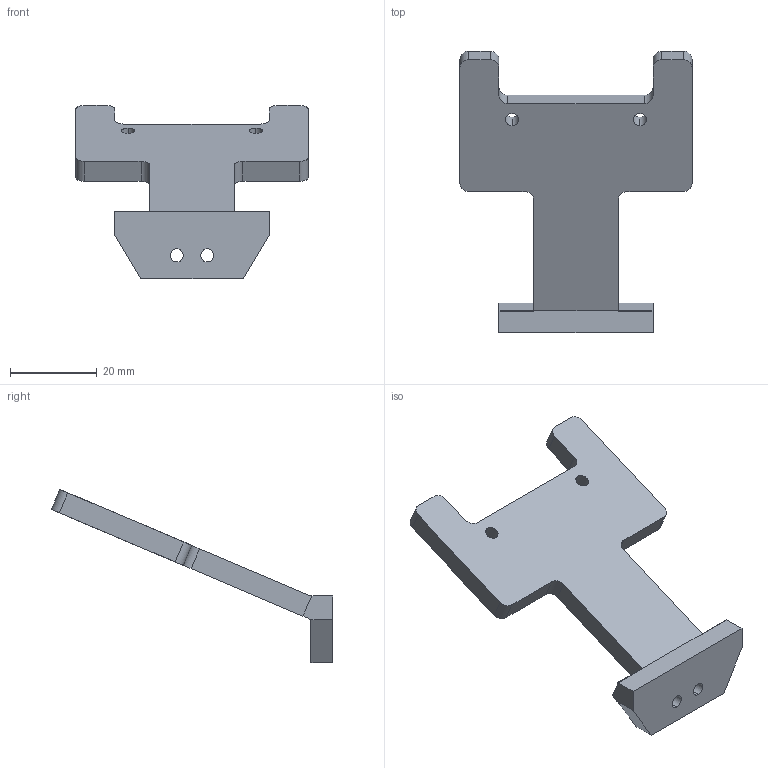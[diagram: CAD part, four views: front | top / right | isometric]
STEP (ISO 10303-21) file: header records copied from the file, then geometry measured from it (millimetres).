
FILE_DESCRIPTION (( 'STEP AP214' ), '1' );
FILE_NAME ('Camera_Holder_2.STEP', '2024-09-30T21:35:59', ( '' ), ( '' ), 'SwSTEP 2.0', 'SolidWorks 2023', '' );
FILE_SCHEMA (( 'AUTOMOTIVE_DESIGN' ));
Length unit declared in the file: millimetre
Products named in the file (1): Camera_Holder_2
Bounding box: 53.5 x 64.83 x 39.92 mm (x, y, z)
Volume: 12250 mm3; surface area: 6582.7 mm2
Topology: 1 solids, 1 shells, 44 faces, 124 edges, 82 vertices
Faces by surface type: plane 25, cylinder 19
Entity records: 1469 total; most frequent: CARTESIAN_POINT 257, DIRECTION 250, ORIENTED_EDGE 248, EDGE_CURVE 124, VECTOR 84, LINE 84, AXIS2_PLACEMENT_3D 83, VERTEX_POINT 82
